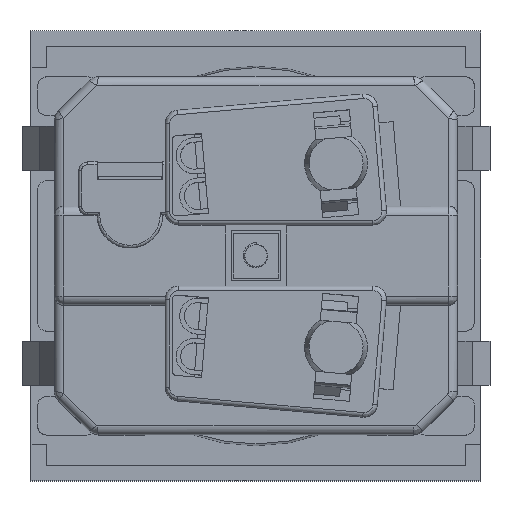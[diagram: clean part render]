
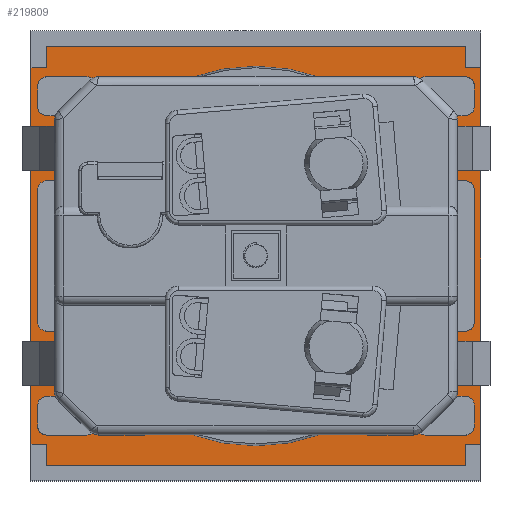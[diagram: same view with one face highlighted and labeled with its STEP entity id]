
A CAD part, top view. The second image highlights one B-rep face of the part: STEP entity #219809.
In plain terms, the highlighted planar face has unit normal (0, 0, 1).
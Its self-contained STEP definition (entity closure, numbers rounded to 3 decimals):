
#3528 = ORIENTED_EDGE ( 'NONE', *, *, #312124, .F. ) ;
#10775 = LINE ( 'NONE', #186862, #156429 ) ;
#10946 = EDGE_CURVE ( 'NONE', #397454, #292354, #134735, .T. ) ;
#14412 = EDGE_CURVE ( 'NONE', #121250, #159651, #265655, .T. ) ;
#16958 = ORIENTED_EDGE ( 'NONE', *, *, #105378, .F. ) ;
#17455 = CARTESIAN_POINT ( 'NONE',  ( 20.9, 25., 2.2 ) ) ;
#20114 = VECTOR ( 'NONE', #209101, 1000. ) ;
#21903 = CARTESIAN_POINT ( 'NONE',  ( 20.9, -25., 2.2 ) ) ;
#23487 = VERTEX_POINT ( 'NONE', #206980 ) ;
#24615 = VERTEX_POINT ( 'NONE', #367105 ) ;
#29809 = LINE ( 'NONE', #177901, #20114 ) ;
#32120 = DIRECTION ( 'NONE',  ( 0., -1., 0. ) ) ;
#37371 = ORIENTED_EDGE ( 'NONE', *, *, #14412, .T. ) ;
#39407 = EDGE_CURVE ( 'NONE', #177750, #249437, #361524, .T. ) ;
#46596 = CARTESIAN_POINT ( 'NONE',  ( -20.9, 23.3, 2.2 ) ) ;
#49913 = CARTESIAN_POINT ( 'NONE',  ( 0., 23.3, 2.2 ) ) ;
#49936 = VERTEX_POINT ( 'NONE', #253127 ) ;
#60747 = AXIS2_PLACEMENT_3D ( 'NONE', #184952, #402187, #216158 ) ;
#66586 = VECTOR ( 'NONE', #110932, 1000. ) ;
#66704 = CARTESIAN_POINT ( 'NONE',  ( -21.089, 0., 2.2 ) ) ;
#75483 = CARTESIAN_POINT ( 'NONE',  ( -23.3, 0., 2.2 ) ) ;
#86626 = CARTESIAN_POINT ( 'NONE',  ( 0., 25., 2.2 ) ) ;
#87816 = PLANE ( 'NONE',  #358284 ) ;
#88975 = DIRECTION ( 'NONE',  ( 1., 0., 0. ) ) ;
#91043 = CARTESIAN_POINT ( 'NONE',  ( -20.9, -25., 2.2 ) ) ;
#100397 = VECTOR ( 'NONE', #325477, 1000. ) ;
#105378 = EDGE_CURVE ( 'NONE', #292354, #397454, #167943, .T. ) ;
#110193 = EDGE_CURVE ( 'NONE', #49936, #24615, #186907, .T. ) ;
#110932 = DIRECTION ( 'NONE',  ( 1., 0., 0. ) ) ;
#113682 = DIRECTION ( 'NONE',  ( -1., 0., 0. ) ) ;
#119040 = DIRECTION ( 'NONE',  ( 1., 0., 0. ) ) ;
#120200 = CARTESIAN_POINT ( 'NONE',  ( 0., -23.3, 2.2 ) ) ;
#120399 = ORIENTED_EDGE ( 'NONE', *, *, #298357, .T. ) ;
#121250 = VERTEX_POINT ( 'NONE', #387477 ) ;
#121447 = CARTESIAN_POINT ( 'NONE',  ( 20.9, 25., 2.2 ) ) ;
#129215 = CARTESIAN_POINT ( 'NONE',  ( 20.9, -23.3, 2.2 ) ) ;
#132492 = EDGE_LOOP ( 'NONE', ( #16958, #178955 ) ) ;
#134735 = CIRCLE ( 'NONE', #60747, 21.089 ) ;
#149197 = LINE ( 'NONE', #328111, #66586 ) ;
#153368 = DIRECTION ( 'NONE',  ( 0., 0., 1. ) ) ;
#154078 = DIRECTION ( 'NONE',  ( 0., 1., 0. ) ) ;
#156429 = VECTOR ( 'NONE', #32120, 1000. ) ;
#157734 = VECTOR ( 'NONE', #311626, 1000. ) ;
#159651 = VERTEX_POINT ( 'NONE', #46596 ) ;
#165204 = EDGE_LOOP ( 'NONE', ( #3528, #360000, #345747, #221836, #400191, #120399, #37371, #329955, #384213, #399835, #281453, #332474 ) ) ;
#167943 = CIRCLE ( 'NONE', #207253, 21.089 ) ;
#172062 = LINE ( 'NONE', #86626, #244824 ) ;
#177750 = VERTEX_POINT ( 'NONE', #91043 ) ;
#177901 = CARTESIAN_POINT ( 'NONE',  ( 0., 23.3, 2.2 ) ) ;
#178955 = ORIENTED_EDGE ( 'NONE', *, *, #10946, .F. ) ;
#179376 = VECTOR ( 'NONE', #113682, 1000. ) ;
#180143 = CARTESIAN_POINT ( 'NONE',  ( 0., 0., 2.2 ) ) ;
#184617 = DIRECTION ( 'NONE',  ( 1., 0., 0. ) ) ;
#184952 = CARTESIAN_POINT ( 'NONE',  ( 0., 0., 2.2 ) ) ;
#186745 = CARTESIAN_POINT ( 'NONE',  ( 23.3, 0., 2.2 ) ) ;
#186862 = CARTESIAN_POINT ( 'NONE',  ( 20.9, -25., 2.2 ) ) ;
#186907 = LINE ( 'NONE', #186745, #157734 ) ;
#196900 = EDGE_CURVE ( 'NONE', #23487, #261593, #238567, .T. ) ;
#204951 = CARTESIAN_POINT ( 'NONE',  ( 21.089, 0., 2.2 ) ) ;
#206980 = CARTESIAN_POINT ( 'NONE',  ( 20.9, 23.3, 2.2 ) ) ;
#207253 = AXIS2_PLACEMENT_3D ( 'NONE', #339359, #153368, #370538 ) ;
#208975 = EDGE_CURVE ( 'NONE', #24615, #23487, #262035, .T. ) ;
#209101 = DIRECTION ( 'NONE',  ( -1., 0., 0. ) ) ;
#212760 = VERTEX_POINT ( 'NONE', #285780 ) ;
#216158 = DIRECTION ( 'NONE',  ( -1., 0., 0. ) ) ;
#219809 = ADVANCED_FACE ( 'NONE', ( #338837, #348558 ), #87816, .T. ) ;
#221836 = ORIENTED_EDGE ( 'NONE', *, *, #208975, .T. ) ;
#230595 = VECTOR ( 'NONE', #323893, 1000. ) ;
#230962 = VECTOR ( 'NONE', #154078, 1000. ) ;
#233409 = EDGE_CURVE ( 'NONE', #333158, #49936, #332982, .T. ) ;
#233945 = EDGE_CURVE ( 'NONE', #177750, #355071, #313480, .T. ) ;
#238567 = LINE ( 'NONE', #17455, #384301 ) ;
#239204 = EDGE_CURVE ( 'NONE', #300553, #212760, #322906, .T. ) ;
#244824 = VECTOR ( 'NONE', #305148, 1000. ) ;
#246397 = CARTESIAN_POINT ( 'NONE',  ( -20.9, -25., 2.2 ) ) ;
#249437 = VERTEX_POINT ( 'NONE', #21903 ) ;
#253127 = CARTESIAN_POINT ( 'NONE',  ( 23.3, -23.3, 2.2 ) ) ;
#260133 = CARTESIAN_POINT ( 'NONE',  ( -23.3, 23.3, 2.2 ) ) ;
#260220 = VECTOR ( 'NONE', #88975, 1000. ) ;
#261593 = VERTEX_POINT ( 'NONE', #121447 ) ;
#262035 = LINE ( 'NONE', #49913, #179376 ) ;
#265655 = LINE ( 'NONE', #355365, #100397 ) ;
#276988 = CARTESIAN_POINT ( 'NONE',  ( 0., -25., 2.2 ) ) ;
#278942 = VECTOR ( 'NONE', #184617, 1000. ) ;
#281453 = ORIENTED_EDGE ( 'NONE', *, *, #233945, .F. ) ;
#285780 = CARTESIAN_POINT ( 'NONE',  ( -23.3, -23.3, 2.2 ) ) ;
#292354 = VERTEX_POINT ( 'NONE', #66704 ) ;
#297100 = DIRECTION ( 'NONE',  ( 0., 1., 0. ) ) ;
#298357 = EDGE_CURVE ( 'NONE', #261593, #121250, #172062, .T. ) ;
#300553 = VERTEX_POINT ( 'NONE', #260133 ) ;
#305006 = DIRECTION ( 'NONE',  ( 0., 0., 1. ) ) ;
#305148 = DIRECTION ( 'NONE',  ( -1., 0., 0. ) ) ;
#311626 = DIRECTION ( 'NONE',  ( 0., 1., 0. ) ) ;
#312124 = EDGE_CURVE ( 'NONE', #333158, #249437, #10775, .T. ) ;
#313480 = LINE ( 'NONE', #246397, #230962 ) ;
#317099 = EDGE_CURVE ( 'NONE', #159651, #300553, #29809, .T. ) ;
#322906 = LINE ( 'NONE', #75483, #230595 ) ;
#323893 = DIRECTION ( 'NONE',  ( 0., -1., 0. ) ) ;
#325477 = DIRECTION ( 'NONE',  ( 0., -1., 0. ) ) ;
#328111 = CARTESIAN_POINT ( 'NONE',  ( 0., -23.3, 2.2 ) ) ;
#329955 = ORIENTED_EDGE ( 'NONE', *, *, #317099, .T. ) ;
#332474 = ORIENTED_EDGE ( 'NONE', *, *, #39407, .T. ) ;
#332982 = LINE ( 'NONE', #120200, #260220 ) ;
#333158 = VERTEX_POINT ( 'NONE', #129215 ) ;
#338837 = FACE_BOUND ( 'NONE', #132492, .T. ) ;
#339359 = CARTESIAN_POINT ( 'NONE',  ( 0., 0., 2.2 ) ) ;
#345747 = ORIENTED_EDGE ( 'NONE', *, *, #110193, .T. ) ;
#348558 = FACE_OUTER_BOUND ( 'NONE', #165204, .T. ) ;
#355071 = VERTEX_POINT ( 'NONE', #390606 ) ;
#355365 = CARTESIAN_POINT ( 'NONE',  ( -20.9, 25., 2.2 ) ) ;
#358284 = AXIS2_PLACEMENT_3D ( 'NONE', #180143, #305006, #119040 ) ;
#360000 = ORIENTED_EDGE ( 'NONE', *, *, #233409, .T. ) ;
#361524 = LINE ( 'NONE', #276988, #278942 ) ;
#367105 = CARTESIAN_POINT ( 'NONE',  ( 23.3, 23.3, 2.2 ) ) ;
#370538 = DIRECTION ( 'NONE',  ( -1., 0., 0. ) ) ;
#384213 = ORIENTED_EDGE ( 'NONE', *, *, #239204, .T. ) ;
#384301 = VECTOR ( 'NONE', #297100, 1000. ) ;
#386090 = EDGE_CURVE ( 'NONE', #212760, #355071, #149197, .T. ) ;
#387477 = CARTESIAN_POINT ( 'NONE',  ( -20.9, 25., 2.2 ) ) ;
#390606 = CARTESIAN_POINT ( 'NONE',  ( -20.9, -23.3, 2.2 ) ) ;
#397454 = VERTEX_POINT ( 'NONE', #204951 ) ;
#399835 = ORIENTED_EDGE ( 'NONE', *, *, #386090, .T. ) ;
#400191 = ORIENTED_EDGE ( 'NONE', *, *, #196900, .T. ) ;
#402187 = DIRECTION ( 'NONE',  ( 0., 0., 1. ) ) ;
